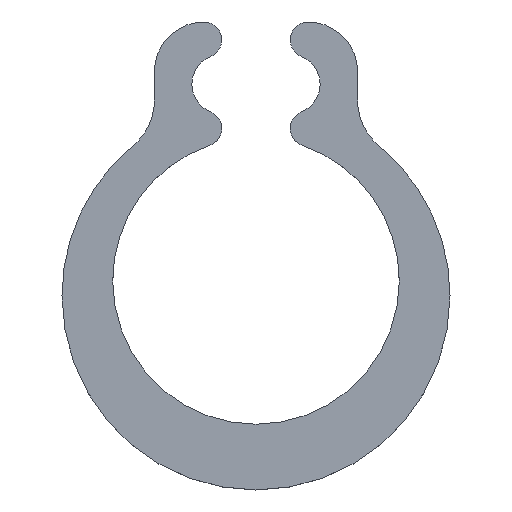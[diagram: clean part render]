
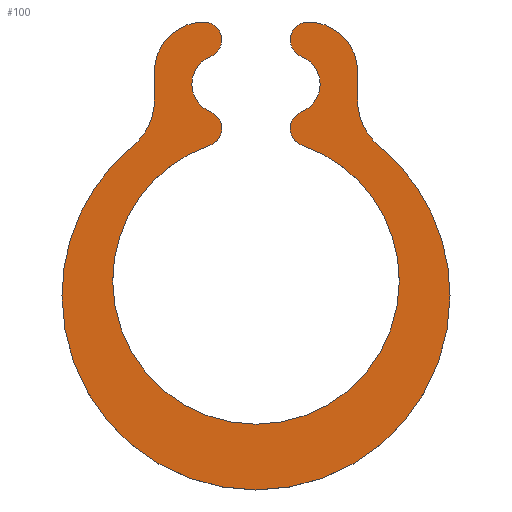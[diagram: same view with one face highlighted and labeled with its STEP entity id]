
A CAD part, top view. The second image highlights one B-rep face of the part: STEP entity #100.
In plain terms, the highlighted planar face has unit normal (0, 0, 1).
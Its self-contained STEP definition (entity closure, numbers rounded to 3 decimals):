
#100=ADVANCED_FACE('',(#152),#153,.T.);
#152=FACE_OUTER_BOUND('',#204,.T.);
#153=PLANE('',#205);
#204=EDGE_LOOP('',(#401,#402,#403,#404,#405,#406,#407,#408,#409,#410,#411,#412,#413,#414,#415,#416,#417,#418,#419,#420,#421,#422,#423,#424));
#205=AXIS2_PLACEMENT_3D('',#425,#426,#427);
#401=ORIENTED_EDGE('',*,*,#433,.T.);
#402=ORIENTED_EDGE('',*,*,#483,.T.);
#403=ORIENTED_EDGE('',*,*,#431,.T.);
#404=ORIENTED_EDGE('',*,*,#480,.F.);
#405=ORIENTED_EDGE('',*,*,#439,.F.);
#406=ORIENTED_EDGE('',*,*,#478,.T.);
#407=ORIENTED_EDGE('',*,*,#443,.T.);
#408=ORIENTED_EDGE('',*,*,#476,.F.);
#409=ORIENTED_EDGE('',*,*,#447,.F.);
#410=ORIENTED_EDGE('',*,*,#494,.F.);
#411=ORIENTED_EDGE('',*,*,#491,.F.);
#412=ORIENTED_EDGE('',*,*,#493,.T.);
#413=ORIENTED_EDGE('',*,*,#449,.F.);
#414=ORIENTED_EDGE('',*,*,#474,.F.);
#415=ORIENTED_EDGE('',*,*,#455,.F.);
#416=ORIENTED_EDGE('',*,*,#498,.F.);
#417=ORIENTED_EDGE('',*,*,#495,.F.);
#418=ORIENTED_EDGE('',*,*,#499,.F.);
#419=ORIENTED_EDGE('',*,*,#465,.F.);
#420=ORIENTED_EDGE('',*,*,#469,.F.);
#421=ORIENTED_EDGE('',*,*,#461,.F.);
#422=ORIENTED_EDGE('',*,*,#471,.F.);
#423=ORIENTED_EDGE('',*,*,#457,.F.);
#424=ORIENTED_EDGE('',*,*,#473,.F.);
#425=CARTESIAN_POINT('',(1.297,0.338,0.6));
#426=DIRECTION('',(0.0,0.0,1.0));
#427=DIRECTION('',(1.0,0.0,0.0));
#431=EDGE_CURVE('',#501,#505,#507,.T.);
#433=EDGE_CURVE('',#511,#508,#512,.T.);
#439=EDGE_CURVE('',#521,#517,#523,.T.);
#443=EDGE_CURVE('',#525,#529,#531,.T.);
#447=EDGE_CURVE('',#537,#533,#539,.T.);
#449=EDGE_CURVE('',#540,#543,#544,.T.);
#455=EDGE_CURVE('',#553,#549,#555,.T.);
#457=EDGE_CURVE('',#556,#559,#560,.T.);
#461=EDGE_CURVE('',#564,#567,#568,.T.);
#465=EDGE_CURVE('',#572,#575,#576,.T.);
#469=EDGE_CURVE('',#567,#572,#581,.T.);
#471=EDGE_CURVE('',#559,#564,#583,.T.);
#473=EDGE_CURVE('',#511,#556,#585,.T.);
#474=EDGE_CURVE('',#549,#540,#586,.T.);
#476=EDGE_CURVE('',#533,#529,#588,.T.);
#478=EDGE_CURVE('',#521,#525,#590,.T.);
#480=EDGE_CURVE('',#517,#505,#592,.T.);
#483=EDGE_CURVE('',#508,#501,#595,.T.);
#491=EDGE_CURVE('',#606,#608,#609,.T.);
#493=EDGE_CURVE('',#606,#543,#611,.T.);
#494=EDGE_CURVE('',#608,#537,#612,.T.);
#495=EDGE_CURVE('',#613,#614,#615,.T.);
#498=EDGE_CURVE('',#614,#553,#618,.T.);
#499=EDGE_CURVE('',#575,#613,#619,.T.);
#501=VERTEX_POINT('',#621);
#505=VERTEX_POINT('',#626);
#507=CIRCLE('',#629,2.4);
#508=VERTEX_POINT('',#630);
#511=VERTEX_POINT('',#634);
#512=CIRCLE('',#635,2.4);
#517=VERTEX_POINT('',#641);
#521=VERTEX_POINT('',#646);
#523=CIRCLE('',#649,0.3);
#525=VERTEX_POINT('',#651);
#529=VERTEX_POINT('',#656);
#531=CIRCLE('',#659,0.5);
#533=VERTEX_POINT('',#661);
#537=VERTEX_POINT('',#666);
#539=CIRCLE('',#669,0.3);
#540=VERTEX_POINT('',#670);
#543=VERTEX_POINT('',#674);
#544=CIRCLE('',#675,3.25);
#549=VERTEX_POINT('',#681);
#553=VERTEX_POINT('',#686);
#555=CIRCLE('',#689,3.25);
#556=VERTEX_POINT('',#690);
#559=VERTEX_POINT('',#694);
#560=CIRCLE('',#695,0.3);
#564=VERTEX_POINT('',#700);
#567=VERTEX_POINT('',#704);
#568=CIRCLE('',#705,0.5);
#572=VERTEX_POINT('',#710);
#575=VERTEX_POINT('',#714);
#576=CIRCLE('',#715,0.3);
#581=CIRCLE('',#721,0.3);
#583=CIRCLE('',#723,0.5);
#585=CIRCLE('',#725,0.3);
#586=CIRCLE('',#726,3.25);
#588=CIRCLE('',#728,0.3);
#590=CIRCLE('',#730,0.5);
#592=CIRCLE('',#732,0.3);
#595=CIRCLE('',#735,2.4);
#606=VERTEX_POINT('',#748);
#608=VERTEX_POINT('',#751);
#609=LINE('',#752,#753);
#611=CIRCLE('',#756,1.0);
#612=CIRCLE('',#757,0.826);
#613=VERTEX_POINT('',#758);
#614=VERTEX_POINT('',#759);
#615=LINE('',#760,#761);
#618=CIRCLE('',#766,1.0);
#619=CIRCLE('',#767,0.826);
#621=CARTESIAN_POINT('',(-2.4,0.,0.6));
#626=CARTESIAN_POINT('',(-0.777,2.271,0.6));
#629=AXIS2_PLACEMENT_3D('',#773,#774,#775);
#630=CARTESIAN_POINT('',(2.4,0.,0.6));
#634=CARTESIAN_POINT('',(0.777,2.271,0.6));
#635=AXIS2_PLACEMENT_3D('',#777,#778,#779);
#641=CARTESIAN_POINT('',(-0.574,2.555,0.6));
#646=CARTESIAN_POINT('',(-0.762,2.833,0.6));
#649=AXIS2_PLACEMENT_3D('',#789,#790,#791);
#651=CARTESIAN_POINT('',(-1.074,3.296,0.6));
#656=CARTESIAN_POINT('',(-0.762,3.76,0.6));
#659=AXIS2_PLACEMENT_3D('',#797,#798,#799);
#661=CARTESIAN_POINT('',(-0.574,4.038,0.6));
#666=CARTESIAN_POINT('',(-0.874,4.338,0.6));
#669=AXIS2_PLACEMENT_3D('',#805,#806,#807);
#670=CARTESIAN_POINT('',(-3.25,-0.25,0.6));
#674=CARTESIAN_POINT('',(-2.065,2.26,0.6));
#675=AXIS2_PLACEMENT_3D('',#809,#810,#811);
#681=CARTESIAN_POINT('',(3.25,-0.25,0.6));
#686=CARTESIAN_POINT('',(2.065,2.26,0.6));
#689=AXIS2_PLACEMENT_3D('',#821,#822,#823);
#690=CARTESIAN_POINT('',(0.574,2.555,0.6));
#694=CARTESIAN_POINT('',(0.762,2.833,0.6));
#695=AXIS2_PLACEMENT_3D('',#825,#826,#827);
#700=CARTESIAN_POINT('',(1.074,3.296,0.6));
#704=CARTESIAN_POINT('',(0.762,3.76,0.6));
#705=AXIS2_PLACEMENT_3D('',#833,#834,#835);
#710=CARTESIAN_POINT('',(0.574,4.038,0.6));
#714=CARTESIAN_POINT('',(0.874,4.338,0.6));
#715=AXIS2_PLACEMENT_3D('',#841,#842,#843);
#721=AXIS2_PLACEMENT_3D('',#851,#852,#853);
#723=AXIS2_PLACEMENT_3D('',#857,#858,#859);
#725=AXIS2_PLACEMENT_3D('',#863,#864,#865);
#726=AXIS2_PLACEMENT_3D('',#866,#867,#868);
#728=AXIS2_PLACEMENT_3D('',#872,#873,#874);
#730=AXIS2_PLACEMENT_3D('',#878,#879,#880);
#732=AXIS2_PLACEMENT_3D('',#884,#885,#886);
#735=AXIS2_PLACEMENT_3D('',#893,#894,#895);
#748=CARTESIAN_POINT('',(-1.7,3.032,0.6));
#751=CARTESIAN_POINT('',(-1.7,3.512,0.6));
#752=CARTESIAN_POINT('',(-1.7,3.032,0.6));
#753=VECTOR('',#911,1.0);
#756=AXIS2_PLACEMENT_3D('',#913,#914,#915);
#757=AXIS2_PLACEMENT_3D('',#916,#917,#918);
#758=CARTESIAN_POINT('',(1.7,3.512,0.6));
#759=CARTESIAN_POINT('',(1.7,3.032,0.6));
#760=CARTESIAN_POINT('',(1.7,3.032,0.6));
#761=VECTOR('',#919,1.0);
#766=AXIS2_PLACEMENT_3D('',#922,#923,#924);
#767=AXIS2_PLACEMENT_3D('',#925,#926,#927);
#773=CARTESIAN_POINT('',(0.0,0.0,0.6));
#774=DIRECTION('',(0.0,0.0,-1.0));
#775=DIRECTION('',(1.0,0.0,0.0));
#777=CARTESIAN_POINT('',(0.0,0.0,0.6));
#778=DIRECTION('',(0.0,0.0,-1.0));
#779=DIRECTION('',(1.0,0.0,0.0));
#789=CARTESIAN_POINT('',(-0.874,2.555,0.6));
#790=DIRECTION('',(0.,0.0,-1.0));
#791=DIRECTION('',(-1.0,0.0,0.));
#797=CARTESIAN_POINT('',(-0.574,3.296,0.6));
#798=DIRECTION('',(0.,0.0,-1.0));
#799=DIRECTION('',(-1.0,0.0,0.));
#805=CARTESIAN_POINT('',(-0.874,4.038,0.6));
#806=DIRECTION('',(0.,0.0,-1.0));
#807=DIRECTION('',(-1.0,0.0,0.));
#809=CARTESIAN_POINT('',(0.,-0.25,0.6));
#810=DIRECTION('',(0.0,0.0,-1.0));
#811=DIRECTION('',(1.0,0.0,0.0));
#821=CARTESIAN_POINT('',(0.,-0.25,0.6));
#822=DIRECTION('',(0.0,0.0,-1.0));
#823=DIRECTION('',(1.0,0.0,0.0));
#825=CARTESIAN_POINT('',(0.874,2.555,0.6));
#826=DIRECTION('',(0.0,0.0,-1.0));
#827=DIRECTION('',(1.0,0.0,0.0));
#833=CARTESIAN_POINT('',(0.574,3.296,0.6));
#834=DIRECTION('',(0.0,0.0,1.0));
#835=DIRECTION('',(1.0,0.0,0.0));
#841=CARTESIAN_POINT('',(0.874,4.038,0.6));
#842=DIRECTION('',(0.0,0.0,-1.0));
#843=DIRECTION('',(1.0,0.0,0.0));
#851=CARTESIAN_POINT('',(0.874,4.038,0.6));
#852=DIRECTION('',(0.0,0.0,-1.0));
#853=DIRECTION('',(1.0,0.0,0.0));
#857=CARTESIAN_POINT('',(0.574,3.296,0.6));
#858=DIRECTION('',(0.0,0.0,1.0));
#859=DIRECTION('',(1.0,0.0,0.0));
#863=CARTESIAN_POINT('',(0.874,2.555,0.6));
#864=DIRECTION('',(0.0,0.0,-1.0));
#865=DIRECTION('',(1.0,0.0,0.0));
#866=CARTESIAN_POINT('',(0.,-0.25,0.6));
#867=DIRECTION('',(0.0,0.0,-1.0));
#868=DIRECTION('',(1.0,0.0,0.0));
#872=CARTESIAN_POINT('',(-0.874,4.038,0.6));
#873=DIRECTION('',(0.,0.0,-1.0));
#874=DIRECTION('',(-1.0,0.0,0.));
#878=CARTESIAN_POINT('',(-0.574,3.296,0.6));
#879=DIRECTION('',(0.,0.0,-1.0));
#880=DIRECTION('',(-1.0,0.0,0.));
#884=CARTESIAN_POINT('',(-0.874,2.555,0.6));
#885=DIRECTION('',(0.,0.0,-1.0));
#886=DIRECTION('',(-1.0,0.0,0.));
#893=CARTESIAN_POINT('',(0.0,0.0,0.6));
#894=DIRECTION('',(0.0,0.0,-1.0));
#895=DIRECTION('',(1.0,0.0,0.0));
#911=DIRECTION('',(0.,1.0,0.));
#913=CARTESIAN_POINT('',(-2.7,3.032,0.6));
#914=DIRECTION('',(0.,0.0,-1.0));
#915=DIRECTION('',(-1.0,0.0,0.));
#916=CARTESIAN_POINT('',(-0.874,3.512,0.6));
#917=DIRECTION('',(0.,0.0,-1.0));
#918=DIRECTION('',(-1.0,0.0,0.));
#919=DIRECTION('',(0.,-1.0,-0.0));
#922=CARTESIAN_POINT('',(2.7,3.032,0.6));
#923=DIRECTION('',(0.0,0.0,1.0));
#924=DIRECTION('',(1.0,0.0,0.0));
#925=CARTESIAN_POINT('',(0.874,3.512,0.6));
#926=DIRECTION('',(0.0,0.0,-1.0));
#927=DIRECTION('',(1.0,0.0,0.0));
